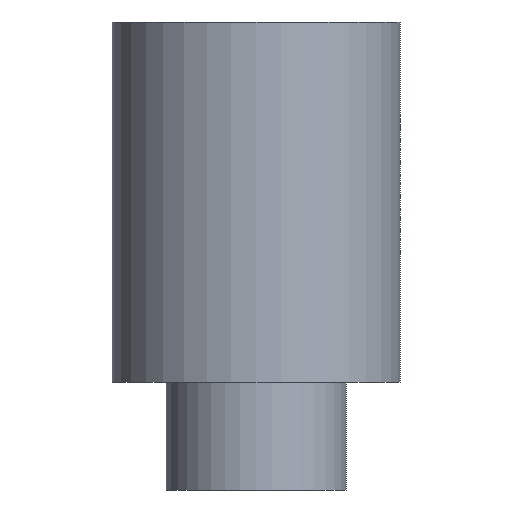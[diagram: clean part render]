
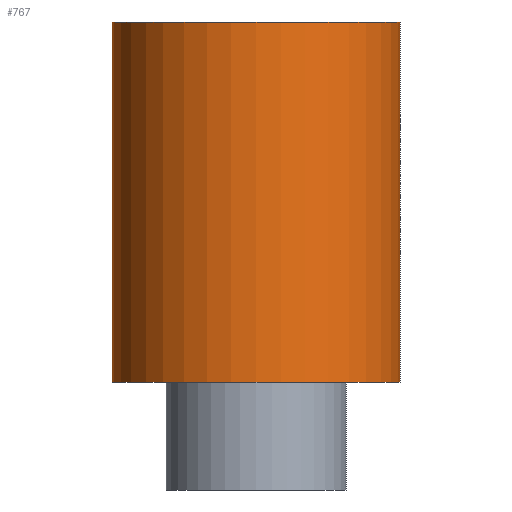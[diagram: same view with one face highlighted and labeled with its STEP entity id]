
A CAD part, front view. The second image highlights one B-rep face of the part: STEP entity #767.
In plain terms, the highlighted cylindrical face has radius 2 mm (diameter 4 mm), a full revolution.
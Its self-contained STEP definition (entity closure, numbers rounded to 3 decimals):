
#62=FACE_OUTER_BOUND('',#105,.T.);
#105=EDGE_LOOP('',(#679,#680,#681,#682));
#190=CIRCLE('',#829,2.);
#191=CIRCLE('',#830,2.);
#226=LINE('',#3375,#261);
#261=VECTOR('',#961,2.);
#338=VERTEX_POINT('',#3372);
#339=VERTEX_POINT('',#3374);
#454=EDGE_CURVE('',#338,#338,#190,.T.);
#455=EDGE_CURVE('',#338,#339,#226,.T.);
#456=EDGE_CURVE('',#339,#339,#191,.T.);
#679=ORIENTED_EDGE('',*,*,#454,.F.);
#680=ORIENTED_EDGE('',*,*,#455,.T.);
#681=ORIENTED_EDGE('',*,*,#456,.T.);
#682=ORIENTED_EDGE('',*,*,#455,.F.);
#727=CYLINDRICAL_SURFACE('',#828,2.);
#767=ADVANCED_FACE('',(#62),#727,.T.);
#828=AXIS2_PLACEMENT_3D('',#3371,#957,#958);
#829=AXIS2_PLACEMENT_3D('',#3373,#959,#960);
#830=AXIS2_PLACEMENT_3D('',#3376,#962,#963);
#957=DIRECTION('center_axis',(0.,0.,1.));
#958=DIRECTION('ref_axis',(1.,0.,0.));
#959=DIRECTION('center_axis',(0.,0.,1.));
#960=DIRECTION('ref_axis',(1.,0.,0.));
#961=DIRECTION('',(0.,0.,-1.));
#962=DIRECTION('center_axis',(0.,0.,1.));
#963=DIRECTION('ref_axis',(1.,0.,0.));
#3371=CARTESIAN_POINT('Origin',(0.,0.,0.));
#3372=CARTESIAN_POINT('',(-2.,0.,5.));
#3373=CARTESIAN_POINT('Origin',(0.,0.,5.));
#3374=CARTESIAN_POINT('',(-2.,0.,0.));
#3375=CARTESIAN_POINT('',(-2.,0.,0.));
#3376=CARTESIAN_POINT('Origin',(0.,0.,0.));
